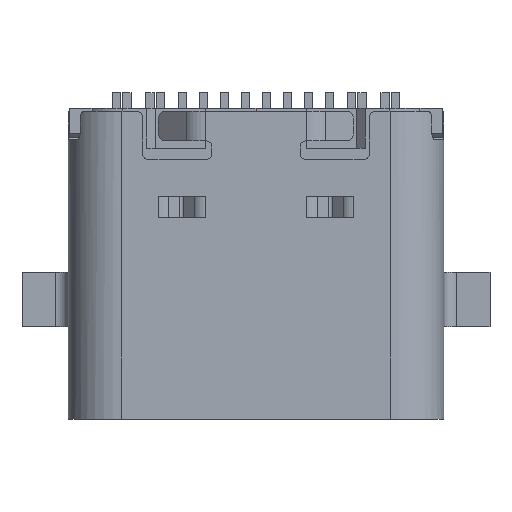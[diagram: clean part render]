
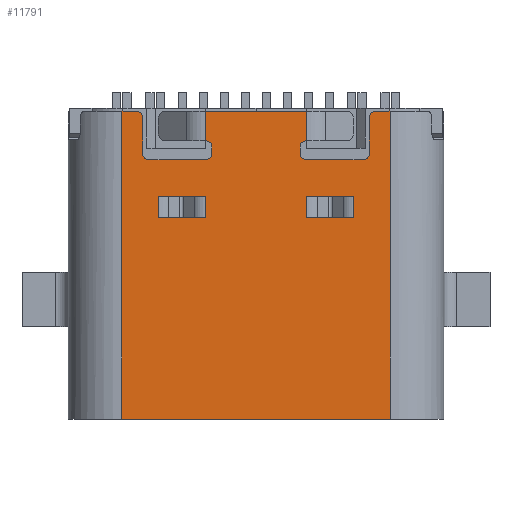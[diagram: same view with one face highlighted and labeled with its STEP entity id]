
A CAD part, top view. The second image highlights one B-rep face of the part: STEP entity #11791.
In plain terms, the highlighted planar face has unit normal (0, 0, 1).
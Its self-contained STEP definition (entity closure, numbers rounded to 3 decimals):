
#10582 = VERTEX_POINT('',#10583);
#10583 = CARTESIAN_POINT('',(3.19,-3.675,3.31));
#10590 = EDGE_CURVE('',#10591,#10582,#10593,.T.);
#10591 = VERTEX_POINT('',#10592);
#10592 = CARTESIAN_POINT('',(-3.19,-3.675,3.31));
#10593 = LINE('',#10594,#10595);
#10594 = CARTESIAN_POINT('',(0.,-3.675,3.31));
#10595 = VECTOR('',#10596,1.);
#10596 = DIRECTION('',(1.,0.,0.));
#10754 = VERTEX_POINT('',#10755);
#10755 = CARTESIAN_POINT('',(3.19,3.655,3.31));
#10762 = EDGE_CURVE('',#10582,#10754,#10763,.T.);
#10763 = LINE('',#10764,#10765);
#10764 = CARTESIAN_POINT('',(3.19,-3.675,3.31));
#10765 = VECTOR('',#10766,1.);
#10766 = DIRECTION('',(0.,1.,0.));
#11791 = ADVANCED_FACE('',(#11792,#11978,#12012),#12046,.T.);
#11792 = FACE_BOUND('',#11793,.T.);
#11793 = EDGE_LOOP('',(#11794,#11802,#11811,#11819,#11828,#11836,#11845,
    #11853,#11862,#11870,#11878,#11886,#11894,#11902,#11911,#11919,
    #11928,#11936,#11945,#11953,#11962,#11970,#11976,#11977));
#11794 = ORIENTED_EDGE('',*,*,#11795,.F.);
#11795 = EDGE_CURVE('',#11796,#10754,#11798,.T.);
#11796 = VERTEX_POINT('',#11797);
#11797 = CARTESIAN_POINT('',(2.85,3.655,3.31));
#11798 = LINE('',#11799,#11800);
#11799 = CARTESIAN_POINT('',(0.,3.655,3.31));
#11800 = VECTOR('',#11801,1.);
#11801 = DIRECTION('',(1.,0.,0.));
#11802 = ORIENTED_EDGE('',*,*,#11803,.T.);
#11803 = EDGE_CURVE('',#11796,#11804,#11806,.T.);
#11804 = VERTEX_POINT('',#11805);
#11805 = CARTESIAN_POINT('',(2.7,3.505,3.31));
#11806 = CIRCLE('',#11807,0.15);
#11807 = AXIS2_PLACEMENT_3D('',#11808,#11809,#11810);
#11808 = CARTESIAN_POINT('',(2.85,3.505,3.31));
#11809 = DIRECTION('',(0.,0.,1.));
#11810 = DIRECTION('',(0.,1.,0.));
#11811 = ORIENTED_EDGE('',*,*,#11812,.F.);
#11812 = EDGE_CURVE('',#11813,#11804,#11815,.T.);
#11813 = VERTEX_POINT('',#11814);
#11814 = CARTESIAN_POINT('',(2.7,2.655,3.31));
#11815 = LINE('',#11816,#11817);
#11816 = CARTESIAN_POINT('',(2.7,2.505,3.31));
#11817 = VECTOR('',#11818,1.);
#11818 = DIRECTION('',(0.,1.,0.));
#11819 = ORIENTED_EDGE('',*,*,#11820,.T.);
#11820 = EDGE_CURVE('',#11813,#11821,#11823,.T.);
#11821 = VERTEX_POINT('',#11822);
#11822 = CARTESIAN_POINT('',(2.55,2.505,3.31));
#11823 = CIRCLE('',#11824,0.15);
#11824 = AXIS2_PLACEMENT_3D('',#11825,#11826,#11827);
#11825 = CARTESIAN_POINT('',(2.55,2.655,3.31));
#11826 = DIRECTION('',(0.,0.,-1.));
#11827 = DIRECTION('',(0.,1.,0.));
#11828 = ORIENTED_EDGE('',*,*,#11829,.F.);
#11829 = EDGE_CURVE('',#11830,#11821,#11832,.T.);
#11830 = VERTEX_POINT('',#11831);
#11831 = CARTESIAN_POINT('',(1.2,2.505,3.31));
#11832 = LINE('',#11833,#11834);
#11833 = CARTESIAN_POINT('',(1.05,2.505,3.31));
#11834 = VECTOR('',#11835,1.);
#11835 = DIRECTION('',(1.,0.,0.));
#11836 = ORIENTED_EDGE('',*,*,#11837,.F.);
#11837 = EDGE_CURVE('',#11838,#11830,#11840,.T.);
#11838 = VERTEX_POINT('',#11839);
#11839 = CARTESIAN_POINT('',(1.05,2.655,3.31));
#11840 = CIRCLE('',#11841,0.15);
#11841 = AXIS2_PLACEMENT_3D('',#11842,#11843,#11844);
#11842 = CARTESIAN_POINT('',(1.2,2.655,3.31));
#11843 = DIRECTION('',(0.,0.,1.));
#11844 = DIRECTION('',(0.,1.,0.));
#11845 = ORIENTED_EDGE('',*,*,#11846,.F.);
#11846 = EDGE_CURVE('',#11847,#11838,#11849,.T.);
#11847 = VERTEX_POINT('',#11848);
#11848 = CARTESIAN_POINT('',(1.05,2.805,3.31));
#11849 = LINE('',#11850,#11851);
#11850 = CARTESIAN_POINT('',(1.05,3.655,3.31));
#11851 = VECTOR('',#11852,1.);
#11852 = DIRECTION('',(0.,-1.,0.));
#11853 = ORIENTED_EDGE('',*,*,#11854,.T.);
#11854 = EDGE_CURVE('',#11847,#11855,#11857,.T.);
#11855 = VERTEX_POINT('',#11856);
#11856 = CARTESIAN_POINT('',(1.2,2.955,3.31));
#11857 = CIRCLE('',#11858,0.15);
#11858 = AXIS2_PLACEMENT_3D('',#11859,#11860,#11861);
#11859 = CARTESIAN_POINT('',(1.2,2.805,3.31));
#11860 = DIRECTION('',(0.,0.,-1.));
#11861 = DIRECTION('',(-1.,0.,0.));
#11862 = ORIENTED_EDGE('',*,*,#11863,.F.);
#11863 = EDGE_CURVE('',#11864,#11855,#11866,.T.);
#11864 = VERTEX_POINT('',#11865);
#11865 = CARTESIAN_POINT('',(1.21,2.955,3.31));
#11866 = LINE('',#11867,#11868);
#11867 = CARTESIAN_POINT('',(1.21,2.955,3.31));
#11868 = VECTOR('',#11869,1.);
#11869 = DIRECTION('',(-1.,-0.,-0.));
#11870 = ORIENTED_EDGE('',*,*,#11871,.T.);
#11871 = EDGE_CURVE('',#11864,#11872,#11874,.T.);
#11872 = VERTEX_POINT('',#11873);
#11873 = CARTESIAN_POINT('',(1.21,3.655,3.31));
#11874 = LINE('',#11875,#11876);
#11875 = CARTESIAN_POINT('',(1.21,3.655,3.31));
#11876 = VECTOR('',#11877,1.);
#11877 = DIRECTION('',(0.,1.,0.));
#11878 = ORIENTED_EDGE('',*,*,#11879,.T.);
#11879 = EDGE_CURVE('',#11872,#11880,#11882,.T.);
#11880 = VERTEX_POINT('',#11881);
#11881 = CARTESIAN_POINT('',(-1.21,3.655,3.31));
#11882 = LINE('',#11883,#11884);
#11883 = CARTESIAN_POINT('',(1.21,3.655,3.31));
#11884 = VECTOR('',#11885,1.);
#11885 = DIRECTION('',(-1.,0.,0.));
#11886 = ORIENTED_EDGE('',*,*,#11887,.F.);
#11887 = EDGE_CURVE('',#11888,#11880,#11890,.T.);
#11888 = VERTEX_POINT('',#11889);
#11889 = CARTESIAN_POINT('',(-1.21,2.955,3.31));
#11890 = LINE('',#11891,#11892);
#11891 = CARTESIAN_POINT('',(-1.21,3.655,3.31));
#11892 = VECTOR('',#11893,1.);
#11893 = DIRECTION('',(0.,1.,0.));
#11894 = ORIENTED_EDGE('',*,*,#11895,.T.);
#11895 = EDGE_CURVE('',#11888,#11896,#11898,.T.);
#11896 = VERTEX_POINT('',#11897);
#11897 = CARTESIAN_POINT('',(-1.2,2.955,3.31));
#11898 = LINE('',#11899,#11900);
#11899 = CARTESIAN_POINT('',(-1.21,2.955,3.31));
#11900 = VECTOR('',#11901,1.);
#11901 = DIRECTION('',(1.,0.,0.));
#11902 = ORIENTED_EDGE('',*,*,#11903,.F.);
#11903 = EDGE_CURVE('',#11904,#11896,#11906,.T.);
#11904 = VERTEX_POINT('',#11905);
#11905 = CARTESIAN_POINT('',(-1.05,2.805,3.31));
#11906 = CIRCLE('',#11907,0.15);
#11907 = AXIS2_PLACEMENT_3D('',#11908,#11909,#11910);
#11908 = CARTESIAN_POINT('',(-1.2,2.805,3.31));
#11909 = DIRECTION('',(0.,0.,1.));
#11910 = DIRECTION('',(1.,0.,0.));
#11911 = ORIENTED_EDGE('',*,*,#11912,.T.);
#11912 = EDGE_CURVE('',#11904,#11913,#11915,.T.);
#11913 = VERTEX_POINT('',#11914);
#11914 = CARTESIAN_POINT('',(-1.05,2.655,3.31));
#11915 = LINE('',#11916,#11917);
#11916 = CARTESIAN_POINT('',(-1.05,3.655,3.31));
#11917 = VECTOR('',#11918,1.);
#11918 = DIRECTION('',(0.,-1.,0.));
#11919 = ORIENTED_EDGE('',*,*,#11920,.T.);
#11920 = EDGE_CURVE('',#11913,#11921,#11923,.T.);
#11921 = VERTEX_POINT('',#11922);
#11922 = CARTESIAN_POINT('',(-1.2,2.505,3.31));
#11923 = CIRCLE('',#11924,0.15);
#11924 = AXIS2_PLACEMENT_3D('',#11925,#11926,#11927);
#11925 = CARTESIAN_POINT('',(-1.2,2.655,3.31));
#11926 = DIRECTION('',(0.,0.,-1.));
#11927 = DIRECTION('',(0.,1.,0.));
#11928 = ORIENTED_EDGE('',*,*,#11929,.T.);
#11929 = EDGE_CURVE('',#11921,#11930,#11932,.T.);
#11930 = VERTEX_POINT('',#11931);
#11931 = CARTESIAN_POINT('',(-2.55,2.505,3.31));
#11932 = LINE('',#11933,#11934);
#11933 = CARTESIAN_POINT('',(-1.05,2.505,3.31));
#11934 = VECTOR('',#11935,1.);
#11935 = DIRECTION('',(-1.,0.,0.));
#11936 = ORIENTED_EDGE('',*,*,#11937,.F.);
#11937 = EDGE_CURVE('',#11938,#11930,#11940,.T.);
#11938 = VERTEX_POINT('',#11939);
#11939 = CARTESIAN_POINT('',(-2.7,2.655,3.31));
#11940 = CIRCLE('',#11941,0.15);
#11941 = AXIS2_PLACEMENT_3D('',#11942,#11943,#11944);
#11942 = CARTESIAN_POINT('',(-2.55,2.655,3.31));
#11943 = DIRECTION('',(0.,0.,1.));
#11944 = DIRECTION('',(0.,1.,0.));
#11945 = ORIENTED_EDGE('',*,*,#11946,.T.);
#11946 = EDGE_CURVE('',#11938,#11947,#11949,.T.);
#11947 = VERTEX_POINT('',#11948);
#11948 = CARTESIAN_POINT('',(-2.7,3.505,3.31));
#11949 = LINE('',#11950,#11951);
#11950 = CARTESIAN_POINT('',(-2.7,2.505,3.31));
#11951 = VECTOR('',#11952,1.);
#11952 = DIRECTION('',(0.,1.,0.));
#11953 = ORIENTED_EDGE('',*,*,#11954,.F.);
#11954 = EDGE_CURVE('',#11955,#11947,#11957,.T.);
#11955 = VERTEX_POINT('',#11956);
#11956 = CARTESIAN_POINT('',(-2.85,3.655,3.31));
#11957 = CIRCLE('',#11958,0.15);
#11958 = AXIS2_PLACEMENT_3D('',#11959,#11960,#11961);
#11959 = CARTESIAN_POINT('',(-2.85,3.505,3.31));
#11960 = DIRECTION('',(0.,0.,-1.));
#11961 = DIRECTION('',(0.,1.,0.));
#11962 = ORIENTED_EDGE('',*,*,#11963,.T.);
#11963 = EDGE_CURVE('',#11955,#11964,#11966,.T.);
#11964 = VERTEX_POINT('',#11965);
#11965 = CARTESIAN_POINT('',(-3.19,3.655,3.31));
#11966 = LINE('',#11967,#11968);
#11967 = CARTESIAN_POINT('',(0.,3.655,3.31));
#11968 = VECTOR('',#11969,1.);
#11969 = DIRECTION('',(-1.,0.,0.));
#11970 = ORIENTED_EDGE('',*,*,#11971,.F.);
#11971 = EDGE_CURVE('',#10591,#11964,#11972,.T.);
#11972 = LINE('',#11973,#11974);
#11973 = CARTESIAN_POINT('',(-3.19,-3.675,3.31));
#11974 = VECTOR('',#11975,1.);
#11975 = DIRECTION('',(0.,1.,0.));
#11976 = ORIENTED_EDGE('',*,*,#10590,.T.);
#11977 = ORIENTED_EDGE('',*,*,#10762,.T.);
#11978 = FACE_BOUND('',#11979,.T.);
#11979 = EDGE_LOOP('',(#11980,#11990,#11998,#12006));
#11980 = ORIENTED_EDGE('',*,*,#11981,.F.);
#11981 = EDGE_CURVE('',#11982,#11984,#11986,.T.);
#11982 = VERTEX_POINT('',#11983);
#11983 = CARTESIAN_POINT('',(1.21,1.125,3.31));
#11984 = VERTEX_POINT('',#11985);
#11985 = CARTESIAN_POINT('',(2.33,1.125,3.31));
#11986 = LINE('',#11987,#11988);
#11987 = CARTESIAN_POINT('',(1.16,1.125,3.31));
#11988 = VECTOR('',#11989,1.);
#11989 = DIRECTION('',(1.,0.,0.));
#11990 = ORIENTED_EDGE('',*,*,#11991,.F.);
#11991 = EDGE_CURVE('',#11992,#11982,#11994,.T.);
#11992 = VERTEX_POINT('',#11993);
#11993 = CARTESIAN_POINT('',(1.21,1.625,3.31));
#11994 = LINE('',#11995,#11996);
#11995 = CARTESIAN_POINT('',(1.21,1.125,3.31));
#11996 = VECTOR('',#11997,1.);
#11997 = DIRECTION('',(0.,-1.,0.));
#11998 = ORIENTED_EDGE('',*,*,#11999,.F.);
#11999 = EDGE_CURVE('',#12000,#11992,#12002,.T.);
#12000 = VERTEX_POINT('',#12001);
#12001 = CARTESIAN_POINT('',(2.33,1.625,3.31));
#12002 = LINE('',#12003,#12004);
#12003 = CARTESIAN_POINT('',(2.38,1.625,3.31));
#12004 = VECTOR('',#12005,1.);
#12005 = DIRECTION('',(-1.,0.,0.));
#12006 = ORIENTED_EDGE('',*,*,#12007,.T.);
#12007 = EDGE_CURVE('',#12000,#11984,#12008,.T.);
#12008 = LINE('',#12009,#12010);
#12009 = CARTESIAN_POINT('',(2.33,1.125,3.31));
#12010 = VECTOR('',#12011,1.);
#12011 = DIRECTION('',(0.,-1.,0.));
#12012 = FACE_BOUND('',#12013,.T.);
#12013 = EDGE_LOOP('',(#12014,#12024,#12032,#12040));
#12014 = ORIENTED_EDGE('',*,*,#12015,.T.);
#12015 = EDGE_CURVE('',#12016,#12018,#12020,.T.);
#12016 = VERTEX_POINT('',#12017);
#12017 = CARTESIAN_POINT('',(-1.21,1.125,3.31));
#12018 = VERTEX_POINT('',#12019);
#12019 = CARTESIAN_POINT('',(-2.33,1.125,3.31));
#12020 = LINE('',#12021,#12022);
#12021 = CARTESIAN_POINT('',(-1.16,1.125,3.31));
#12022 = VECTOR('',#12023,1.);
#12023 = DIRECTION('',(-1.,0.,0.));
#12024 = ORIENTED_EDGE('',*,*,#12025,.F.);
#12025 = EDGE_CURVE('',#12026,#12018,#12028,.T.);
#12026 = VERTEX_POINT('',#12027);
#12027 = CARTESIAN_POINT('',(-2.33,1.625,3.31));
#12028 = LINE('',#12029,#12030);
#12029 = CARTESIAN_POINT('',(-2.33,1.125,3.31));
#12030 = VECTOR('',#12031,1.);
#12031 = DIRECTION('',(0.,-1.,0.));
#12032 = ORIENTED_EDGE('',*,*,#12033,.T.);
#12033 = EDGE_CURVE('',#12026,#12034,#12036,.T.);
#12034 = VERTEX_POINT('',#12035);
#12035 = CARTESIAN_POINT('',(-1.21,1.625,3.31));
#12036 = LINE('',#12037,#12038);
#12037 = CARTESIAN_POINT('',(-2.38,1.625,3.31));
#12038 = VECTOR('',#12039,1.);
#12039 = DIRECTION('',(1.,0.,0.));
#12040 = ORIENTED_EDGE('',*,*,#12041,.T.);
#12041 = EDGE_CURVE('',#12034,#12016,#12042,.T.);
#12042 = LINE('',#12043,#12044);
#12043 = CARTESIAN_POINT('',(-1.21,1.125,3.31));
#12044 = VECTOR('',#12045,1.);
#12045 = DIRECTION('',(0.,-1.,0.));
#12046 = PLANE('',#12047);
#12047 = AXIS2_PLACEMENT_3D('',#12048,#12049,#12050);
#12048 = CARTESIAN_POINT('',(0.,0.332,3.31));
#12049 = DIRECTION('',(0.,0.,1.));
#12050 = DIRECTION('',(0.,1.,0.));
